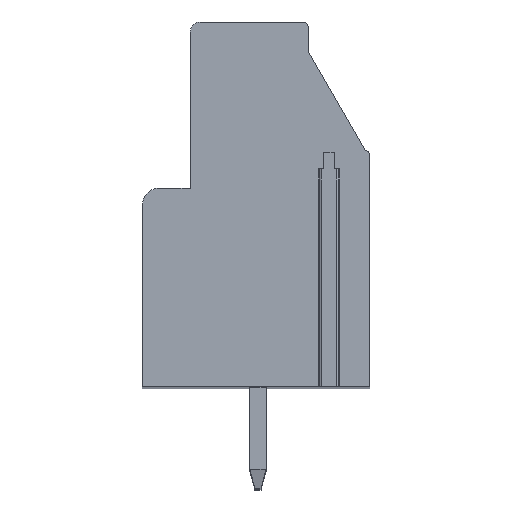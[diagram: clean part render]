
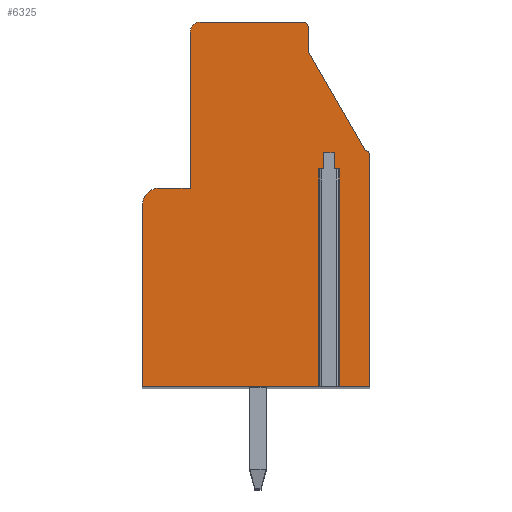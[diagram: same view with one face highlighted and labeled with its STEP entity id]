
A CAD part, top view. The second image highlights one B-rep face of the part: STEP entity #6325.
In plain terms, the highlighted planar face has unit normal (0, 0, 1).
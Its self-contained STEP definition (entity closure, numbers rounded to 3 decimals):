
#2003=DIRECTION('',(-1.,0.,0.));
#2004=VECTOR('',#2003,0.5);
#2005=CARTESIAN_POINT('',(3.85,2.55,3.75));
#2006=LINE('',#2005,#2004);
#2007=DIRECTION('',(0.,1.,0.));
#2008=VECTOR('',#2007,0.8);
#2009=CARTESIAN_POINT('',(3.35,1.75,3.75));
#2010=LINE('',#2009,#2008);
#2011=DIRECTION('',(0.,1.,0.));
#2012=VECTOR('',#2011,10.75);
#2013=CARTESIAN_POINT('',(3.35,-9.,3.75));
#2014=LINE('',#2013,#2012);
#2015=DIRECTION('',(1.,0.,0.));
#2016=VECTOR('',#2015,8.95);
#2017=CARTESIAN_POINT('',(-5.6,-9.,3.75));
#2018=LINE('',#2017,#2016);
#2019=DIRECTION('',(0.,-1.,0.));
#2020=VECTOR('',#2019,9.);
#2021=CARTESIAN_POINT('',(-5.6,0.,3.75));
#2022=LINE('',#2021,#2020);
#2023=CARTESIAN_POINT('',(-4.8,0.,3.75));
#2024=DIRECTION('',(0.,0.,1.));
#2025=DIRECTION('',(0.,1.,0.));
#2026=AXIS2_PLACEMENT_3D('',#2023,#2024,#2025);
#2028=DIRECTION('',(-1.,0.,0.));
#2029=VECTOR('',#2028,1.55);
#2030=CARTESIAN_POINT('',(-3.25,0.8,3.75));
#2031=LINE('',#2030,#2029);
#2032=DIRECTION('',(0.,-1.,0.));
#2033=VECTOR('',#2032,7.7);
#2034=CARTESIAN_POINT('',(-3.25,8.5,3.75));
#2035=LINE('',#2034,#2033);
#2036=CARTESIAN_POINT('',(-2.75,8.5,3.75));
#2037=DIRECTION('',(0.,0.,1.));
#2038=DIRECTION('',(0.,1.,0.));
#2039=AXIS2_PLACEMENT_3D('',#2036,#2037,#2038);
#2041=DIRECTION('',(-1.,0.,0.));
#2042=VECTOR('',#2041,5.05);
#2043=CARTESIAN_POINT('',(2.3,9.,3.75));
#2044=LINE('',#2043,#2042);
#2045=CARTESIAN_POINT('',(2.3,8.7,3.75));
#2046=DIRECTION('',(0.,0.,1.));
#2047=DIRECTION('',(1.,0.,0.));
#2048=AXIS2_PLACEMENT_3D('',#2045,#2046,#2047);
#2050=DIRECTION('',(0.,1.,0.));
#2051=VECTOR('',#2050,1.2);
#2052=CARTESIAN_POINT('',(2.6,7.5,3.75));
#2053=LINE('',#2052,#2051);
#2054=DIRECTION('',(-0.5,0.866,0.));
#2055=VECTOR('',#2054,5.6);
#2056=CARTESIAN_POINT('',(5.4,2.65,3.75));
#2057=LINE('',#2056,#2055);
#2058=CARTESIAN_POINT('',(5.4,2.45,3.75));
#2059=DIRECTION('',(0.,0.,1.));
#2060=DIRECTION('',(1.,0.,0.));
#2061=AXIS2_PLACEMENT_3D('',#2058,#2059,#2060);
#2063=DIRECTION('',(0.,1.,0.));
#2064=VECTOR('',#2063,11.45);
#2065=CARTESIAN_POINT('',(5.6,-9.,3.75));
#2066=LINE('',#2065,#2064);
#2067=DIRECTION('',(1.,0.,0.));
#2068=VECTOR('',#2067,1.75);
#2069=CARTESIAN_POINT('',(3.85,-9.,3.75));
#2070=LINE('',#2069,#2068);
#2071=DIRECTION('',(0.,1.,0.));
#2072=VECTOR('',#2071,10.75);
#2073=CARTESIAN_POINT('',(3.85,-9.,3.75));
#2074=LINE('',#2073,#2072);
#2075=DIRECTION('',(0.,1.,0.));
#2076=VECTOR('',#2075,0.8);
#2077=CARTESIAN_POINT('',(3.85,1.75,3.75));
#2078=LINE('',#2077,#2076);
#3025=CARTESIAN_POINT('',(5.6,-9.,3.75));
#3026=CARTESIAN_POINT('',(5.6,2.45,3.75));
#3027=VERTEX_POINT('',#3025);
#3028=VERTEX_POINT('',#3026);
#3029=CARTESIAN_POINT('',(5.4,2.65,3.75));
#3030=VERTEX_POINT('',#3029);
#3031=CARTESIAN_POINT('',(2.6,7.5,3.75));
#3032=VERTEX_POINT('',#3031);
#3034=CARTESIAN_POINT('',(-5.6,-9.,3.75));
#3036=VERTEX_POINT('',#3034);
#3053=CARTESIAN_POINT('',(3.35,-9.,3.75));
#3054=VERTEX_POINT('',#3053);
#3055=CARTESIAN_POINT('',(3.85,-9.,3.75));
#3056=VERTEX_POINT('',#3055);
#3226=CARTESIAN_POINT('',(-3.25,0.8,3.75));
#3228=VERTEX_POINT('',#3226);
#3233=CARTESIAN_POINT('',(-4.8,0.8,3.75));
#3234=VERTEX_POINT('',#3233);
#3235=CARTESIAN_POINT('',(-5.6,0.,3.75));
#3236=VERTEX_POINT('',#3235);
#3241=CARTESIAN_POINT('',(-2.75,9.,3.75));
#3242=VERTEX_POINT('',#3241);
#3243=CARTESIAN_POINT('',(-3.25,8.5,3.75));
#3244=VERTEX_POINT('',#3243);
#3249=CARTESIAN_POINT('',(2.6,8.7,3.75));
#3250=VERTEX_POINT('',#3249);
#3251=CARTESIAN_POINT('',(2.3,9.,3.75));
#3252=VERTEX_POINT('',#3251);
#3257=CARTESIAN_POINT('',(3.85,2.55,3.75));
#3258=CARTESIAN_POINT('',(3.35,2.55,3.75));
#3259=VERTEX_POINT('',#3257);
#3260=VERTEX_POINT('',#3258);
#3261=CARTESIAN_POINT('',(3.35,1.75,3.75));
#3262=VERTEX_POINT('',#3261);
#3263=CARTESIAN_POINT('',(3.85,1.75,3.75));
#3264=VERTEX_POINT('',#3263);
#6295=CARTESIAN_POINT('',(0.,0.,3.75));
#6296=DIRECTION('',(0.,0.,1.));
#6297=DIRECTION('',(1.,0.,0.));
#6298=AXIS2_PLACEMENT_3D('',#6295,#6296,#6297);
#6299=PLANE('',#6298);
#6301=ORIENTED_EDGE('',*,*,#6300,.T.);
#6303=ORIENTED_EDGE('',*,*,#6302,.F.);
#6305=ORIENTED_EDGE('',*,*,#6304,.F.);
#6306=ORIENTED_EDGE('',*,*,#6102,.F.);
#6307=ORIENTED_EDGE('',*,*,#6288,.F.);
#6308=ORIENTED_EDGE('',*,*,#3845,.F.);
#6309=ORIENTED_EDGE('',*,*,#3861,.F.);
#6310=ORIENTED_EDGE('',*,*,#3873,.F.);
#6311=ORIENTED_EDGE('',*,*,#3888,.F.);
#6312=ORIENTED_EDGE('',*,*,#3903,.F.);
#6313=ORIENTED_EDGE('',*,*,#5960,.F.);
#6314=ORIENTED_EDGE('',*,*,#5975,.F.);
#6315=ORIENTED_EDGE('',*,*,#5988,.F.);
#6316=ORIENTED_EDGE('',*,*,#6002,.F.);
#6317=ORIENTED_EDGE('',*,*,#6016,.F.);
#6318=ORIENTED_EDGE('',*,*,#6114,.F.);
#6320=ORIENTED_EDGE('',*,*,#6319,.T.);
#6322=ORIENTED_EDGE('',*,*,#6321,.T.);
#6323=EDGE_LOOP('',(#6301,#6303,#6305,#6306,#6307,#6308,#6309,#6310,#6311,#6312,
#6313,#6314,#6315,#6316,#6317,#6318,#6320,#6322));
#6324=FACE_OUTER_BOUND('',#6323,.F.);
#2027=CIRCLE('',#2026,0.8);
#2040=CIRCLE('',#2039,0.5);
#2049=CIRCLE('',#2048,0.3);
#2062=CIRCLE('',#2061,0.2);
#3845=EDGE_CURVE('',#3234,#3236,#2027,.T.);
#3861=EDGE_CURVE('',#3228,#3234,#2031,.T.);
#3873=EDGE_CURVE('',#3244,#3228,#2035,.T.);
#3888=EDGE_CURVE('',#3242,#3244,#2040,.T.);
#3903=EDGE_CURVE('',#3252,#3242,#2044,.T.);
#5960=EDGE_CURVE('',#3250,#3252,#2049,.T.);
#5975=EDGE_CURVE('',#3032,#3250,#2053,.T.);
#5988=EDGE_CURVE('',#3030,#3032,#2057,.T.);
#6002=EDGE_CURVE('',#3028,#3030,#2062,.T.);
#6016=EDGE_CURVE('',#3027,#3028,#2066,.T.);
#6102=EDGE_CURVE('',#3036,#3054,#2018,.T.);
#6114=EDGE_CURVE('',#3056,#3027,#2070,.T.);
#6288=EDGE_CURVE('',#3236,#3036,#2022,.T.);
#6300=EDGE_CURVE('',#3259,#3260,#2006,.T.);
#6302=EDGE_CURVE('',#3262,#3260,#2010,.T.);
#6304=EDGE_CURVE('',#3054,#3262,#2014,.T.);
#6319=EDGE_CURVE('',#3056,#3264,#2074,.T.);
#6321=EDGE_CURVE('',#3264,#3259,#2078,.T.);
#6325=ADVANCED_FACE('',(#6324),#6299,.T.);
